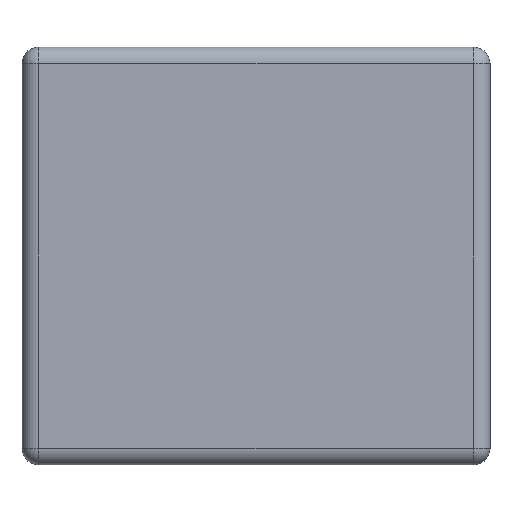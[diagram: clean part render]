
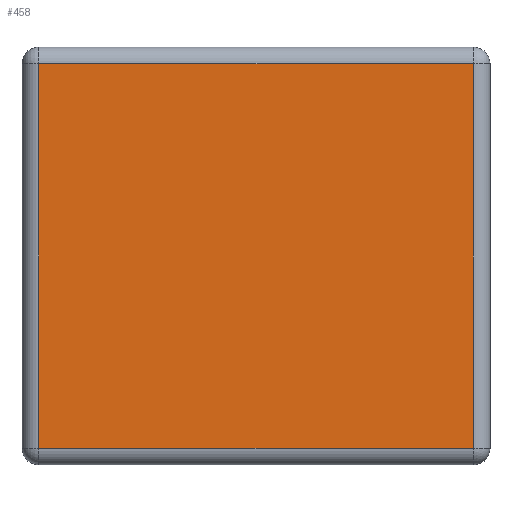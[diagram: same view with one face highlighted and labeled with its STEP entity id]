
A CAD part, left-side view. The second image highlights one B-rep face of the part: STEP entity #458.
In plain terms, the highlighted planar face has unit normal (-1, 0, 0).
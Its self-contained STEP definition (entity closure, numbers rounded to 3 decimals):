
#32 = FACE_OUTER_BOUND ( 'NONE', #1024, .T. ) ;
#47 = VECTOR ( 'NONE', #93, 1000. ) ;
#93 = DIRECTION ( 'NONE',  ( 0., 1., 0. ) ) ;
#144 = ORIENTED_EDGE ( 'NONE', *, *, #1099, .T. ) ;
#177 = EDGE_CURVE ( 'NONE', #1091, #434, #456, .T. ) ;
#220 = CARTESIAN_POINT ( 'NONE',  ( -1.65, -1.3, -1.25 ) ) ;
#298 = LINE ( 'NONE', #683, #47 ) ;
#306 = EDGE_CURVE ( 'NONE', #996, #1091, #581, .T. ) ;
#317 = VECTOR ( 'NONE', #637, 1000. ) ;
#355 = VECTOR ( 'NONE', #898, 1000. ) ;
#375 = EDGE_CURVE ( 'NONE', #612, #996, #298, .T. ) ;
#395 = VECTOR ( 'NONE', #679, 1000. ) ;
#434 = VERTEX_POINT ( 'NONE', #559 ) ;
#456 = LINE ( 'NONE', #1188, #395 ) ;
#458 = ADVANCED_FACE ( 'NONE', ( #32 ), #1062, .F. ) ;
#559 = CARTESIAN_POINT ( 'NONE',  ( -1.65, -1.3, -1.15 ) ) ;
#581 = LINE ( 'NONE', #644, #317 ) ;
#606 = CARTESIAN_POINT ( 'NONE',  ( -1.65, 1.3, -1.15 ) ) ;
#612 = VERTEX_POINT ( 'NONE', #1234 ) ;
#637 = DIRECTION ( 'NONE',  ( 0., 0., -1. ) ) ;
#644 = CARTESIAN_POINT ( 'NONE',  ( -1.65, 1.3, -1.25 ) ) ;
#659 = ORIENTED_EDGE ( 'NONE', *, *, #306, .T. ) ;
#679 = DIRECTION ( 'NONE',  ( 0., -1., 0. ) ) ;
#683 = CARTESIAN_POINT ( 'NONE',  ( -1.65, 1.4, 1.15 ) ) ;
#761 = DIRECTION ( 'NONE',  ( 1., 0., 0. ) ) ;
#898 = DIRECTION ( 'NONE',  ( 0., 0., 1. ) ) ;
#931 = CARTESIAN_POINT ( 'NONE',  ( -1.65, 1.4, -1.25 ) ) ;
#996 = VERTEX_POINT ( 'NONE', #1001 ) ;
#1001 = CARTESIAN_POINT ( 'NONE',  ( -1.65, 1.3, 1.15 ) ) ;
#1024 = EDGE_LOOP ( 'NONE', ( #659, #1129, #144, #1133 ) ) ;
#1062 = PLANE ( 'NONE',  #1254 ) ;
#1091 = VERTEX_POINT ( 'NONE', #606 ) ;
#1099 = EDGE_CURVE ( 'NONE', #434, #612, #1146, .T. ) ;
#1129 = ORIENTED_EDGE ( 'NONE', *, *, #177, .T. ) ;
#1133 = ORIENTED_EDGE ( 'NONE', *, *, #375, .T. ) ;
#1146 = LINE ( 'NONE', #220, #355 ) ;
#1188 = CARTESIAN_POINT ( 'NONE',  ( -1.65, 1.4, -1.15 ) ) ;
#1234 = CARTESIAN_POINT ( 'NONE',  ( -1.65, -1.3, 1.15 ) ) ;
#1254 = AXIS2_PLACEMENT_3D ( 'NONE', #931, #761, #1277 ) ;
#1277 = DIRECTION ( 'NONE',  ( 0., 0., -1. ) ) ;
